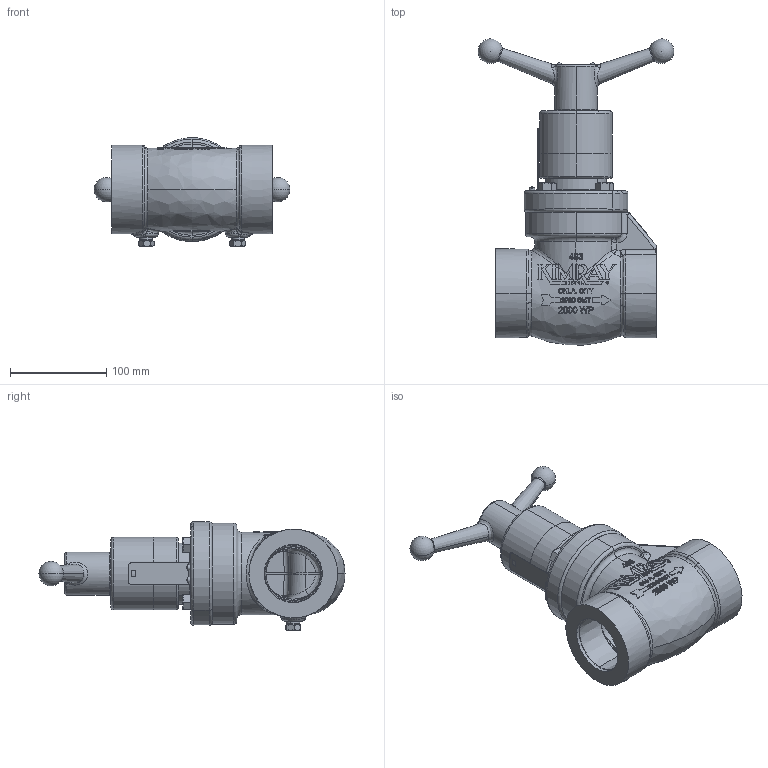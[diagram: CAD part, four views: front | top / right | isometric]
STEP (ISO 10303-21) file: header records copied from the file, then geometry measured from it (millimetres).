
FILE_DESCRIPTION (( 'STEP AP203' ), '1' );
FILE_NAME ('2 INCH 2200 SMVA 7-8 IV (EEO).STEP', '2016-10-26T21:10:41', ( 'PCTech' ), ( 'Microsoft' ), 'SwSTEP 2.0', 'SolidWorks 2016', '' );
FILE_SCHEMA (( 'CONFIG_CONTROL_DESIGN' ));
Length unit declared in the file: inch
Products named in the file (1): 2 INCH 2200 SMVA 7-8 IV (EEO)
Bounding box: 203.2 x 317.76 x 112.51 mm (x, y, z)
Volume: 1751068.4 mm3; surface area: 171495.8 mm2
Topology: 1 solids, 1 shells, 1128 faces, 2964 edges, 1890 vertices
Faces by surface type: plane 449, bspline 377, cylinder 167, cone 77, torus 34, sphere 24
Entity records: 96812 total; most frequent: CARTESIAN_POINT 73188, ORIENTED_EDGE 5872, DIRECTION 3315, EDGE_CURVE 2936, VERTEX_POINT 1884, B_SPLINE_CURVE_WITH_KNOTS 1534, AXIS2_PLACEMENT_3D 1210, EDGE_LOOP 1204
